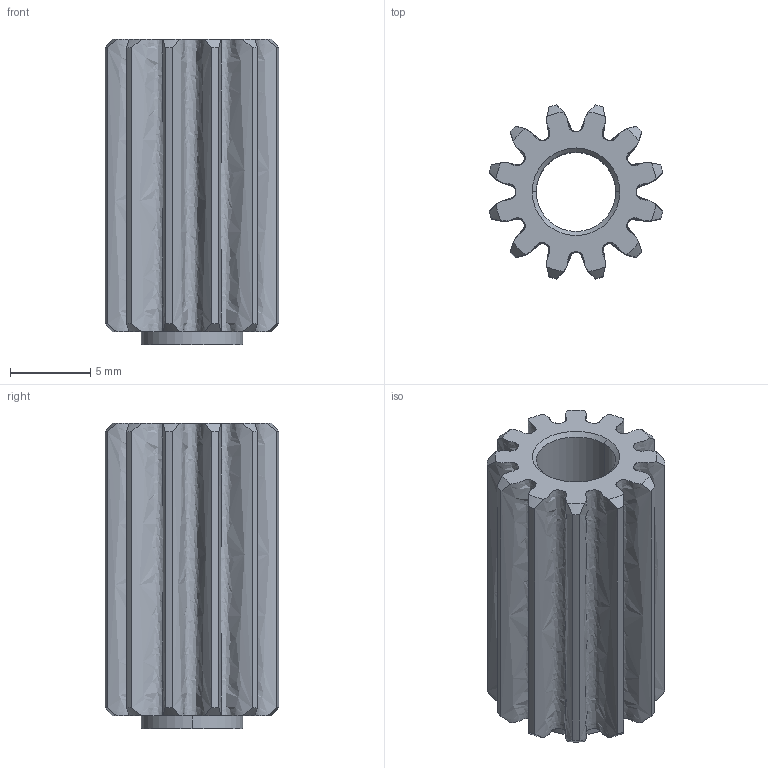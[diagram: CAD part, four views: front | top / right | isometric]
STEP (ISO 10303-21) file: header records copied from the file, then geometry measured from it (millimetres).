
FILE_DESCRIPTION (( 'STEP AP214' ), '1' );
FILE_NAME ('217-5859-STEP.STEP', '2017-07-10T19:28:50', ( '' ), ( '' ), 'SwSTEP 2.0', 'SolidWorks 2017', '' );
FILE_SCHEMA (( 'AUTOMOTIVE_DESIGN' ));
Length unit declared in the file: millimetre
Products named in the file (1): 217-5859-STEP
Bounding box: 10.85 x 10.85 x 19.05 mm (x, y, z)
Volume: 949.6 mm3; surface area: 1469.4 mm2
Topology: 1 solids, 1 shells, 59 faces, 164 edges, 108 vertices
Faces by surface type: cone 28, cylinder 16, bspline 12, plane 3
Entity records: 7536 total; most frequent: CARTESIAN_POINT 6104, ORIENTED_EDGE 328, DIRECTION 248, EDGE_CURVE 164, AXIS2_PLACEMENT_3D 108, VERTEX_POINT 108, B_SPLINE_CURVE_WITH_KNOTS 72, EDGE_LOOP 62
